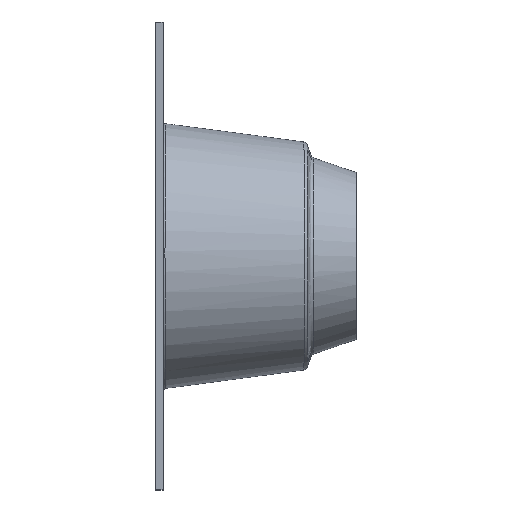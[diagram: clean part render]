
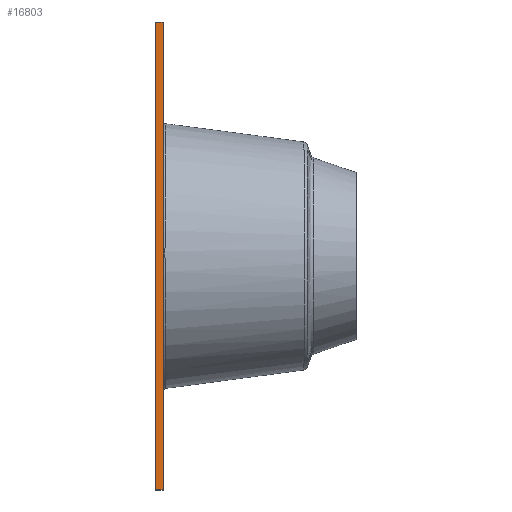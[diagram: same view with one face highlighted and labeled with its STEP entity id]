
A CAD part, left-side view. The second image highlights one B-rep face of the part: STEP entity #16803.
In plain terms, the highlighted planar face has unit normal (-1, 0, 0).
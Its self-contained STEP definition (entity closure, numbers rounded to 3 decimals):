
#688 = PLANE ( 'NONE',  #14170 ) ;
#1562 = LINE ( 'NONE', #19297, #20537 ) ;
#1651 = EDGE_CURVE ( 'NONE', #17493, #8648, #16649, .T. ) ;
#1926 = VERTEX_POINT ( 'NONE', #17058 ) ;
#2827 = EDGE_CURVE ( 'NONE', #8648, #1926, #1562, .T. ) ;
#3036 = VECTOR ( 'NONE', #9757, 1000. ) ;
#3142 = DIRECTION ( 'NONE',  ( 0., 1., 0. ) ) ;
#4623 = CARTESIAN_POINT ( 'NONE',  ( -1200., 0., 700. ) ) ;
#4727 = DIRECTION ( 'NONE',  ( 0., 0., 1. ) ) ;
#4984 = ORIENTED_EDGE ( 'NONE', *, *, #2827, .T. ) ;
#6361 = EDGE_LOOP ( 'NONE', ( #11107, #4984, #17487, #13920 ) ) ;
#6742 = DIRECTION ( 'NONE',  ( 0., 0., 1. ) ) ;
#6752 = VECTOR ( 'NONE', #4727, 1000. ) ;
#7740 = VECTOR ( 'NONE', #6742, 1000. ) ;
#7810 = CARTESIAN_POINT ( 'NONE',  ( -1200., 0., -700. ) ) ;
#8648 = VERTEX_POINT ( 'NONE', #14258 ) ;
#9451 = LINE ( 'NONE', #9655, #3036 ) ;
#9655 = CARTESIAN_POINT ( 'NONE',  ( -1200., -70., -700. ) ) ;
#9757 = DIRECTION ( 'NONE',  ( 0., 1., 0. ) ) ;
#10970 = CARTESIAN_POINT ( 'NONE',  ( -1200., -22., -700. ) ) ;
#11107 = ORIENTED_EDGE ( 'NONE', *, *, #1651, .T. ) ;
#12200 = FACE_OUTER_BOUND ( 'NONE', #6361, .T. ) ;
#12305 = EDGE_CURVE ( 'NONE', #17493, #18070, #9451, .T. ) ;
#13568 = DIRECTION ( 'NONE',  ( 0., 0., 1. ) ) ;
#13920 = ORIENTED_EDGE ( 'NONE', *, *, #12305, .F. ) ;
#14170 = AXIS2_PLACEMENT_3D ( 'NONE', #18739, #15153, #13568 ) ;
#14202 = EDGE_CURVE ( 'NONE', #18070, #1926, #14634, .T. ) ;
#14258 = CARTESIAN_POINT ( 'NONE',  ( -1200., -22., 700. ) ) ;
#14634 = LINE ( 'NONE', #4623, #6752 ) ;
#15153 = DIRECTION ( 'NONE',  ( -1., 0., 0. ) ) ;
#16649 = LINE ( 'NONE', #19823, #7740 ) ;
#16803 = ADVANCED_FACE ( 'NONE', ( #12200 ), #688, .T. ) ;
#17058 = CARTESIAN_POINT ( 'NONE',  ( -1200., 0., 700. ) ) ;
#17487 = ORIENTED_EDGE ( 'NONE', *, *, #14202, .F. ) ;
#17493 = VERTEX_POINT ( 'NONE', #10970 ) ;
#18070 = VERTEX_POINT ( 'NONE', #7810 ) ;
#18739 = CARTESIAN_POINT ( 'NONE',  ( -1200., -70., 700. ) ) ;
#19297 = CARTESIAN_POINT ( 'NONE',  ( -1200., -70., 700. ) ) ;
#19823 = CARTESIAN_POINT ( 'NONE',  ( -1200., -22., 0. ) ) ;
#20537 = VECTOR ( 'NONE', #3142, 1000. ) ;
